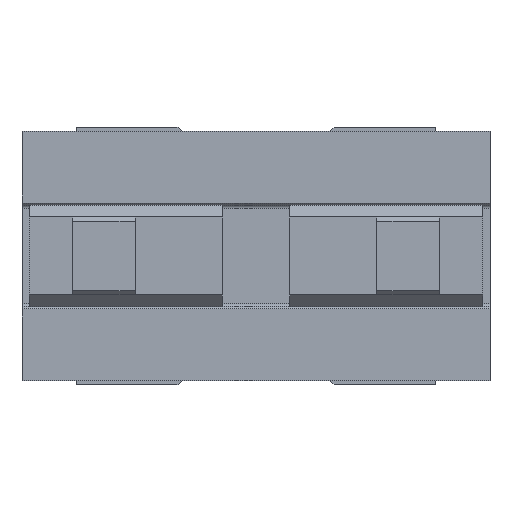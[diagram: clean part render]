
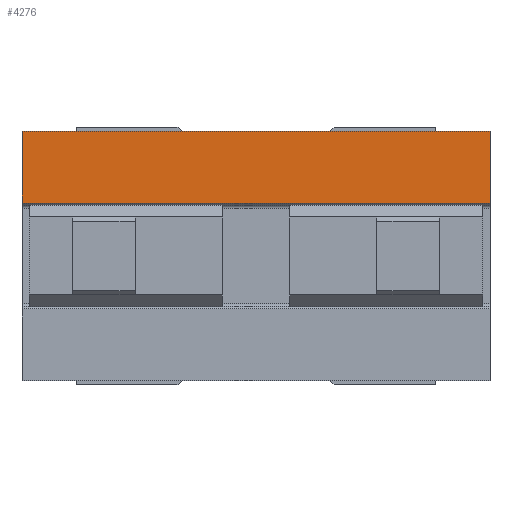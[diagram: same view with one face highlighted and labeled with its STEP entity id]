
A CAD part, left-side view. The second image highlights one B-rep face of the part: STEP entity #4276.
In plain terms, the highlighted planar face has unit normal (-1, 0, 0).
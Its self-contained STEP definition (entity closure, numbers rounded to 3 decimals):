
#38 = VERTEX_POINT ( 'NONE', #3201 ) ;
#338 = DIRECTION ( 'NONE',  ( 1., 0., 0. ) ) ;
#647 = CARTESIAN_POINT ( 'NONE',  ( -43.5, 15., -8. ) ) ;
#912 = ORIENTED_EDGE ( 'NONE', *, *, #7085, .F. ) ;
#955 = VERTEX_POINT ( 'NONE', #1793 ) ;
#1497 = PLANE ( 'NONE',  #1835 ) ;
#1755 = DIRECTION ( 'NONE',  ( 0., 0., -1. ) ) ;
#1793 = CARTESIAN_POINT ( 'NONE',  ( -43.5, 15., 3.391 ) ) ;
#1835 = AXIS2_PLACEMENT_3D ( 'NONE', #3858, #338, #4461 ) ;
#2013 = LINE ( 'NONE', #6330, #3752 ) ;
#2462 = VECTOR ( 'NONE', #3578, 1000. ) ;
#2799 = DIRECTION ( 'NONE',  ( 0., -1., 0. ) ) ;
#3201 = CARTESIAN_POINT ( 'NONE',  ( -43.5, -15., 3.391 ) ) ;
#3447 = ORIENTED_EDGE ( 'NONE', *, *, #3985, .F. ) ;
#3578 = DIRECTION ( 'NONE',  ( 0., 0., 1. ) ) ;
#3633 = CARTESIAN_POINT ( 'NONE',  ( -43.5, -15., 8. ) ) ;
#3752 = VECTOR ( 'NONE', #2799, 1000. ) ;
#3769 = LINE ( 'NONE', #7366, #6895 ) ;
#3772 = LINE ( 'NONE', #4101, #5517 ) ;
#3858 = CARTESIAN_POINT ( 'NONE',  ( -43.5, 0., 0. ) ) ;
#3985 = EDGE_CURVE ( 'NONE', #5720, #38, #3772, .T. ) ;
#4101 = CARTESIAN_POINT ( 'NONE',  ( -43.5, -15., 8. ) ) ;
#4276 = ADVANCED_FACE ( 'NONE', ( #4877 ), #1497, .F. ) ;
#4461 = DIRECTION ( 'NONE',  ( 0., 0., -1. ) ) ;
#4793 = CARTESIAN_POINT ( 'NONE',  ( -43.5, 15., 8. ) ) ;
#4877 = FACE_OUTER_BOUND ( 'NONE', #7033, .T. ) ;
#5225 = VERTEX_POINT ( 'NONE', #4793 ) ;
#5233 = ORIENTED_EDGE ( 'NONE', *, *, #6883, .T. ) ;
#5517 = VECTOR ( 'NONE', #1755, 1000. ) ;
#5720 = VERTEX_POINT ( 'NONE', #3633 ) ;
#6330 = CARTESIAN_POINT ( 'NONE',  ( -43.5, 15., 3.391 ) ) ;
#6341 = ORIENTED_EDGE ( 'NONE', *, *, #6352, .F. ) ;
#6352 = EDGE_CURVE ( 'NONE', #5225, #5720, #3769, .T. ) ;
#6784 = DIRECTION ( 'NONE',  ( 0., -1., 0. ) ) ;
#6883 = EDGE_CURVE ( 'NONE', #955, #38, #2013, .T. ) ;
#6895 = VECTOR ( 'NONE', #6784, 1000. ) ;
#6969 = LINE ( 'NONE', #647, #2462 ) ;
#7033 = EDGE_LOOP ( 'NONE', ( #5233, #3447, #6341, #912 ) ) ;
#7085 = EDGE_CURVE ( 'NONE', #955, #5225, #6969, .T. ) ;
#7366 = CARTESIAN_POINT ( 'NONE',  ( -43.5, 15., 8. ) ) ;
